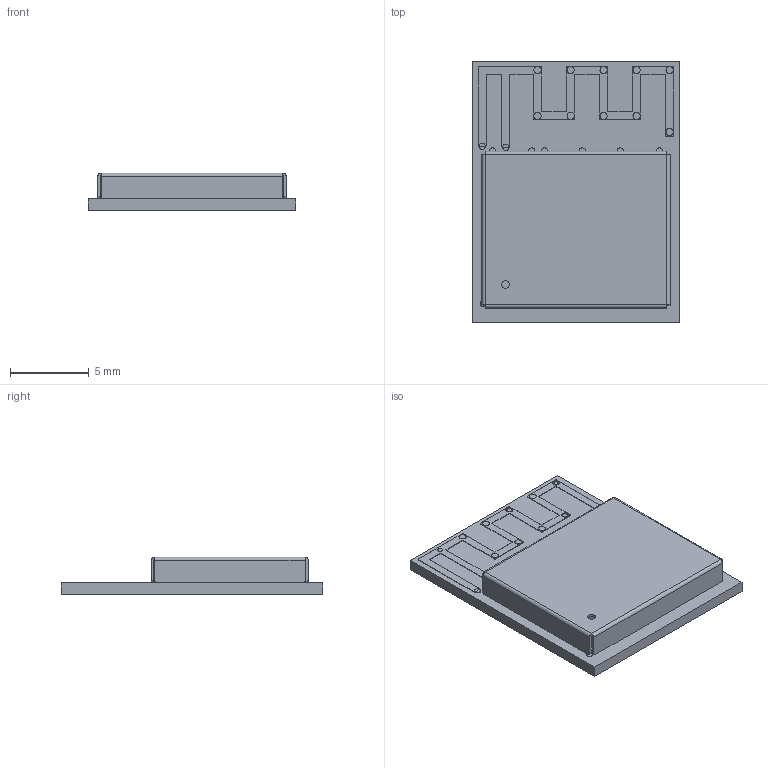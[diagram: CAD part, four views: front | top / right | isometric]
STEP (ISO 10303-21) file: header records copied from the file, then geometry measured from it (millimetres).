
FILE_DESCRIPTION (( 'STEP AP214' ), '1' );
FILE_NAME ('ESP32-C3-MINI-1.STEP', '2021-03-04T12:49:34', ( 'madcow' ), ( 'Microsoft' ), 'SwSTEP 2.0', 'SolidWorks 2019', '' );
FILE_SCHEMA (( 'AUTOMOTIVE_DESIGN' ));
Length unit declared in the file: millimetre
Products named in the file (373): DFN1006.STEP^Submodel-SOD882_part_DesignRootModel_PCB_ESP32-C3-MINI-1_V1(2)_PCB_ESP32-C3-MINI-1_V1; uid__4-84^DesignRootModel_PCB_ESP32-C3-MINI-1_V1(2)_PCB_ESP32-C3-MINI-1_V1; uid__1-270^DesignRootModel_PCB_ESP32-C3-MINI-1_V1(2)_PCB_ESP32-C3-MINI-1_V1; uid__1-164^DesignRootModel_PCB_ESP32-C3-MINI-1_V1(2)_PCB_ESP32-C3-MINI-1_V1; trace_1^Submodel-MINI-ANT-TYPED-H_1968823293_part_DesignRootModel_PCB_ESP32-C3-MINI-1_V1(2)_PCB_ESP32-C3-MINI-1_V1; uid__4-98^DesignRootModel_PCB_ESP32-C3-MINI-1_V1(2)_PCB_ESP32-C3-MINI-1_V1; uid__1-284^DesignRootModel_PCB_ESP32-C3-MINI-1_V1(2)_PCB_ESP32-C3-MINI-1_V1; uid__1-178^DesignRootModel_PCB_ESP32-C3-MINI-1_V1(2)_PCB_ESP32-C3-MINI-1_V1; C0201_20210301.STEP^Submodel-C0201_part_DesignRootModel_PCB_ESP32-C3-MINI-1_V1(2)_PCB_ESP32-C3-MINI-1_V1; uid__4-112^DesignRootModel_PCB_ESP32-C3-MINI-1_V1(2)_PCB_ESP32-C3-MINI-1_V1; uid__1-206^DesignRootModel_PCB_ESP32-C3-MINI-1_V1(2)_PCB_ESP32-C3-MINI-1_V1; uid__1-298^DesignRootModel_PCB_ESP32-C3-MINI-1_V1(2)_PCB_ESP32-C3-MINI-1_V1; uid__1-192^DesignRootModel_PCB_ESP32-C3-MINI-1_V1(2)_PCB_ESP32-C3-MINI-1_V1; uid__4-151^DesignRootModel_PCB_ESP32-C3-MINI-1_V1(2)_PCB_ESP32-C3-MINI-1_V1; uid__4-45^DesignRootModel_PCB_ESP32-C3-MINI-1_V1(2)_PCB_ESP32-C3-MINI-1_V1; uid__1-231^DesignRootModel_PCB_ESP32-C3-MINI-1_V1(2)_PCB_ESP32-C3-MINI-1_V1; uid__4-126^DesignRootModel_PCB_ESP32-C3-MINI-1_V1(2)_PCB_ESP32-C3-MINI-1_V1; uid__1-220^DesignRootModel_PCB_ESP32-C3-MINI-1_V1(2)_PCB_ESP32-C3-MINI-1_V1; uid__1-312^DesignRootModel_PCB_ESP32-C3-MINI-1_V1(2)_PCB_ESP32-C3-MINI-1_V1; Submodel-C0201_part^DesignRootModel_PCB_ESP32-C3-MINI-1_V1(2)_PCB_ESP32-C3-MINI-1_V1; uid__4-59^DesignRootModel_PCB_ESP32-C3-MINI-1_V1(2)_PCB_ESP32-C3-MINI-1_V1; uid__1-245^DesignRootModel_PCB_ESP32-C3-MINI-1_V1(2)_PCB_ESP32-C3-MINI-1_V1; uid__4-140^DesignRootModel_PCB_ESP32-C3-MINI-1_V1(2)_PCB_ESP32-C3-MINI-1_V1; uid__1-326^DesignRootModel_PCB_ESP32-C3-MINI-1_V1(2)_PCB_ESP32-C3-MINI-1_V1; uid__4-34^DesignRootModel_PCB_ESP32-C3-MINI-1_V1(2)_PCB_ESP32-C3-MINI-1_V1; uid__4-73^DesignRootModel_PCB_ESP32-C3-MINI-1_V1(2)_PCB_ESP32-C3-MINI-1_V1; uid__1-259^DesignRootModel_PCB_ESP32-C3-MINI-1_V1(2)_PCB_ESP32-C3-MINI-1_V1; uid__4-154^DesignRootModel_PCB_ESP32-C3-MINI-1_V1(2)_PCB_ESP32-C3-MINI-1_V1; R0201_20210301.STEP^Submodel-R0201_part_DesignRootModel_PCB_ESP32-C3-MINI-1_V1(2)_PCB_ESP32-C3-MINI-1_V1; uid__4-87^DesignRootModel_PCB_ESP32-C3-MINI-1_V1(2)_PCB_ESP32-C3-MINI-1_V1; uid__1-273^DesignRootModel_PCB_ESP32-C3-MINI-1_V1(2)_PCB_ESP32-C3-MINI-1_V1; uid__1-167^DesignRootModel_PCB_ESP32-C3-MINI-1_V1(2)_PCB_ESP32-C3-MINI-1_V1; C0402_20210301.STEP^Submodel-C0402_part_DesignRootModel_PCB_ESP32-C3-MINI-1_V1(2)_PCB_ESP32-C3-MINI-1_V1; uid__4-101^DesignRootModel_PCB_ESP32-C3-MINI-1_V1(2)_PCB_ESP32-C3-MINI-1_V1; uid__1-195^DesignRootModel_PCB_ESP32-C3-MINI-1_V1(2)_PCB_ESP32-C3-MINI-1_V1; uid__1-287^DesignRootModel_PCB_ESP32-C3-MINI-1_V1(2)_PCB_ESP32-C3-MINI-1_V1; uid__1-181^DesignRootModel_PCB_ESP32-C3-MINI-1_V1(2)_PCB_ESP32-C3-MINI-1_V1; uid__4-115^DesignRootModel_PCB_ESP32-C3-MINI-1_V1(2)_PCB_ESP32-C3-MINI-1_V1; uid__1-209^DesignRootModel_PCB_ESP32-C3-MINI-1_V1(2)_PCB_ESP32-C3-MINI-1_V1; uid__1-301^DesignRootModel_PCB_ESP32-C3-MINI-1_V1(2)_PCB_ESP32-C3-MINI-1_V1 ...
Assembly tree (385 placements, depth 6):
  ESP32-C3-MINI-1
    PCB_ESP32-C3-MINI-1_V1(2)^PCB_ESP32-C3-MINI-1_V1
      DesignRootModel^PCB_ESP32-C3-MINI-1_V1(2)_PCB_ESP32-C3-MINI-1_V1
        Submodel-SOD882_part^DesignRootModel_PCB_ESP32-C3-MINI-1_V1(2)_PCB_ESP32-C3-MINI-1_V1
          DFN1006.STEP^Submodel-SOD882_part_DesignRootModel_PCB_ESP32-C3-MINI-1_V1(2)_PCB_ESP32-C3-MINI-1_V1
            DFN1006.STEP^DFN1006.STEP_Submodel-SOD882_part_DesignRootModel_PCB_ESP32-C3-MINI-1_V1(2)_PCB_ESP32-C3-MINI-1_V1
        Submodel-R0201_part^DesignRootModel_PCB_ESP32-C3-MINI-1_V1(2)_PCB_ESP32-C3-MINI-1_V1
          R0201_20210301.STEP^Submodel-R0201_part_DesignRootModel_PCB_ESP32-C3-MINI-1_V1(2)_PCB_ESP32-C3-MINI-1_V1
            R0201_20210301.STEP^R0201_20210301.STEP_Submodel-R0201_part_DesignRootModel_PCB_ESP32-C3-MINI-1_V1(2)_PCB_ESP32-C3-MINI-1_V1
        Submodel-MINI-ANT-TYPED-H_1968823293_part^DesignRootModel_PCB_ESP32-C3-MINI-1_V1(2)_PCB_ESP32-C3-MINI-1_V1
          Submodel-noModelForPart_MINI-ANT-TYPED-H_1968823293^Submodel-MINI-ANT-TYPED-H_1968823293_part_DesignRootModel_PCB_ESP32-C3-MINI-1_V1(2)_PCB_ESP32-C3-MINI-1_V1
            placementOutline^Submodel-noModelForPart_MINI-ANT-TYPED-H_1968823293_Submodel-MINI-ANT-TYPED-H_1968823293_part_DesignRootModel_PCB_ESP32-C3-MINI-1_V1(2)_PCB_ESP32-C3-MINI-1_V1
            placementOutline-0^Submodel-noModelForPart_MINI-ANT-TYPED-H_1968823293_Submodel-MINI-ANT-TYPED-H_1968823293_part_DesignRootModel_PCB_ESP32-C3-MINI-1_V1(2)_PCB_ESP32-C3-MINI-1_V1
            placementOutline-1^Submodel-noModelForPart_MINI-ANT-TYPED-H_1968823293_Submodel-MINI-ANT-TYPED-H_1968823293_part_DesignRootModel_PCB_ESP32-C3-MINI-1_V1(2)_PCB_ESP32-C3-MINI-1_V1
            placementOutline-2^Submodel-noModelForPart_MINI-ANT-TYPED-H_1968823293_Submodel-MINI-ANT-TYPED-H_1968823293_part_DesignRootModel_PCB_ESP32-C3-MINI-1_V1(2)_PCB_ESP32-C3-MINI-1_V1
            placementOutline-3^Submodel-noModelForPart_MINI-ANT-TYPED-H_1968823293_Submodel-MINI-ANT-TYPED-H_1968823293_part_DesignRootModel_PCB_ESP32-C3-MINI-1_V1(2)_PCB_ESP32-C3-MINI-1_V1
            placementOutline-4^Submodel-noModelForPart_MINI-ANT-TYPED-H_1968823293_Submodel-MINI-ANT-TYPED-H_1968823293_part_DesignRootModel_PCB_ESP32-C3-MINI-1_V1(2)_PCB_ESP32-C3-MINI-1_V1
            placementOutline-5^Submodel-noModelForPart_MINI-ANT-TYPED-H_1968823293_Submodel-MINI-ANT-TYPED-H_1968823293_part_DesignRootModel_PCB_ESP32-C3-MINI-1_V1(2)_PCB_ESP32-C3-MINI-1_V1
          trace_4^Submodel-MINI-ANT-TYPED-H_1968823293_part_DesignRootModel_PCB_ESP32-C3-MINI-1_V1(2)_PCB_ESP32-C3-MINI-1_V1
          trace_1^Submodel-MINI-ANT-TYPED-H_1968823293_part_DesignRootModel_PCB_ESP32-C3-MINI-1_V1(2)_PCB_ESP32-C3-MINI-1_V1
        Submodel-C0402_part^DesignRootModel_PCB_ESP32-C3-MINI-1_V1(2)_PCB_ESP32-C3-MINI-1_V1
          C0402_20210301.STEP^Submodel-C0402_part_DesignRootModel_PCB_ESP32-C3-MINI-1_V1(2)_PCB_ESP32-C3-MINI-1_V1
            C0402_20210301.STEP^C0402_20210301.STEP_Submodel-C0402_part_DesignRootModel_PCB_ESP32-C3-MINI-1_V1(2)_PCB_ESP32-C3-MINI-1_V1
        Submodel-R0201_part^DesignRootModel_PCB_ESP32-C3-MINI-1_V1(2)_PCB_ESP32-C3-MINI-1_V1
          R0201_20210301.STEP^Submodel-R0201_part_DesignRootModel_PCB_ESP32-C3-MINI-1_V1(2)_PCB_ESP32-C3-MINI-1_V1
            R0201_20210301.STEP^R0201_20210301.STEP_Submodel-R0201_part_DesignRootModel_PCB_ESP32-C3-MINI-1_V1(2)_PCB_ESP32-C3-MINI-1_V1
        Submodel-C0201_part^DesignRootModel_PCB_ESP32-C3-MINI-1_V1(2)_PCB_ESP32-C3-MINI-1_V1
          C0201_20210301.STEP^Submodel-C0201_part_DesignRootModel_PCB_ESP32-C3-MINI-1_V1(2)_PCB_ESP32-C3-MINI-1_V1
            C0201_20210301.STEP^C0201_20210301.STEP_Submodel-C0201_part_DesignRootModel_PCB_ESP32-C3-MINI-1_V1(2)_PCB_ESP32-C3-MINI-1_V1
        Submodel-R0201_part^DesignRootModel_PCB_ESP32-C3-MINI-1_V1(2)_PCB_ESP32-C3-MINI-1_V1
          R0201_20210301.STEP^Submodel-R0201_part_DesignRootModel_PCB_ESP32-C3-MINI-1_V1(2)_PCB_ESP32-C3-MINI-1_V1
            R0201_20210301.STEP^R0201_20210301.STEP_Submodel-R0201_part_DesignRootModel_PCB_ESP32-C3-MINI-1_V1(2)_PCB_ESP32-C3-MINI-1_V1
        Submodel-C0201_part^DesignRootModel_PCB_ESP32-C3-MINI-1_V1(2)_PCB_ESP32-C3-MINI-1_V1
          C0201_20210301.STEP^Submodel-C0201_part_DesignRootModel_PCB_ESP32-C3-MINI-1_V1(2)_PCB_ESP32-C3-MINI-1_V1
            C0201_20210301.STEP^C0201_20210301.STEP_Submodel-C0201_part_DesignRootModel_PCB_ESP32-C3-MINI-1_V1(2)_PCB_ESP32-C3-MINI-1_V1
        Submodel-C0201_part^DesignRootModel_PCB_ESP32-C3-MINI-1_V1(2)_PCB_ESP32-C3-MINI-1_V1
          C0201_20210301.STEP^Submodel-C0201_part_DesignRootModel_PCB_ESP32-C3-MINI-1_V1(2)_PCB_ESP32-C3-MINI-1_V1
            C0201_20210301.STEP^C0201_20210301.STEP_Submodel-C0201_part_DesignRootModel_PCB_ESP32-C3-MINI-1_V1(2)_PCB_ESP32-C3-MINI-1_V1
        Submodel-C0201_part^DesignRootModel_PCB_ESP32-C3-MINI-1_V1(2)_PCB_ESP32-C3-MINI-1_V1
          C0201_20210301.STEP^Submodel-C0201_part_DesignRootModel_PCB_ESP32-C3-MINI-1_V1(2)_PCB_ESP32-C3-MINI-1_V1
            C0201_20210301.STEP^C0201_20210301.STEP_Submodel-C0201_part_DesignRootModel_PCB_ESP32-C3-MINI-1_V1(2)_PCB_ESP32-C3-MINI-1_V1
        Submodel-C0201_part^DesignRootModel_PCB_ESP32-C3-MINI-1_V1(2)_PCB_ESP32-C3-MINI-1_V1
          C0201_20210301.STEP^Submodel-C0201_part_DesignRootModel_PCB_ESP32-C3-MINI-1_V1(2)_PCB_ESP32-C3-MINI-1_V1
            C0201_20210301.STEP^C0201_20210301.STEP_Submodel-C0201_part_DesignRootModel_PCB_ESP32-C3-MINI-1_V1(2)_PCB_ESP32-C3-MINI-1_V1
        Submodel-C0201_part^DesignRootModel_PCB_ESP32-C3-MINI-1_V1(2)_PCB_ESP32-C3-MINI-1_V1
          C0201_20210301.STEP^Submodel-C0201_part_DesignRootModel_PCB_ESP32-C3-MINI-1_V1(2)_PCB_ESP32-C3-MINI-1_V1
            C0201_20210301.STEP^C0201_20210301.STEP_Submodel-C0201_part_DesignRootModel_PCB_ESP32-C3-MINI-1_V1(2)_PCB_ESP32-C3-MINI-1_V1
        Submodel-C0201_part^DesignRootModel_PCB_ESP32-C3-MINI-1_V1(2)_PCB_ESP32-C3-MINI-1_V1
          C0201_20210301.STEP^Submodel-C0201_part_DesignRootModel_PCB_ESP32-C3-MINI-1_V1(2)_PCB_ESP32-C3-MINI-1_V1
            C0201_20210301.STEP^C0201_20210301.STEP_Submodel-C0201_part_DesignRootModel_PCB_ESP32-C3-MINI-1_V1(2)_PCB_ESP32-C3-MINI-1_V1
        Submodel-C0201_part^DesignRootModel_PCB_ESP32-C3-MINI-1_V1(2)_PCB_ESP32-C3-MINI-1_V1
          C0201_20210301.STEP^Submodel-C0201_part_DesignRootModel_PCB_ESP32-C3-MINI-1_V1(2)_PCB_ESP32-C3-MINI-1_V1
            C0201_20210301.STEP^C0201_20210301.STEP_Submodel-C0201_part_DesignRootModel_PCB_ESP32-C3-MINI-1_V1(2)_PCB_ESP32-C3-MINI-1_V1
        Submodel-C0201_part^DesignRootModel_PCB_ESP32-C3-MINI-1_V1(2)_PCB_ESP32-C3-MINI-1_V1
          C0201_20210301.STEP^Submodel-C0201_part_DesignRootModel_PCB_ESP32-C3-MINI-1_V1(2)_PCB_ESP32-C3-MINI-1_V1
            C0201_20210301.STEP^C0201_20210301.STEP_Submodel-C0201_part_DesignRootModel_PCB_ESP32-C3-MINI-1_V1(2)_PCB_ESP32-C3-MINI-1_V1
        Submodel-C0201_part^DesignRootModel_PCB_ESP32-C3-MINI-1_V1(2)_PCB_ESP32-C3-MINI-1_V1
          C0201_20210301.STEP^Submodel-C0201_part_DesignRootModel_PCB_ESP32-C3-MINI-1_V1(2)_PCB_ESP32-C3-MINI-1_V1
            C0201_20210301.STEP^C0201_20210301.STEP_Submodel-C0201_part_DesignRootModel_PCB_ESP32-C3-MINI-1_V1(2)_PCB_ESP32-C3-MINI-1_V1
        Submodel-L0201_part^DesignRootModel_PCB_ESP32-C3-MINI-1_V1(2)_PCB_ESP32-C3-MINI-1_V1
Bounding box: 13.2 x 16.6 x 2.4 mm (x, y, z)
Volume: 217 mm3; surface area: 1268.5 mm2
Topology: 352 solids, 353 shells, 3086 faces, 6730 edges, 4290 vertices
Faces by surface type: plane 1946, cylinder 970, sphere 112, bspline 54, torus 4
Entity records: 87881 total; most frequent: CARTESIAN_POINT 15880, DIRECTION 12602, ORIENTED_EDGE 10788, EDGE_CURVE 5394, AXIS2_PLACEMENT_3D 4412, VECTOR 3778, LINE 3778, VERTEX_POINT 3562
